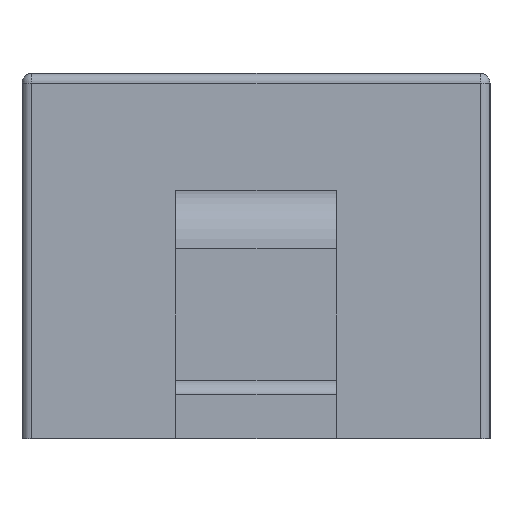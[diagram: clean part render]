
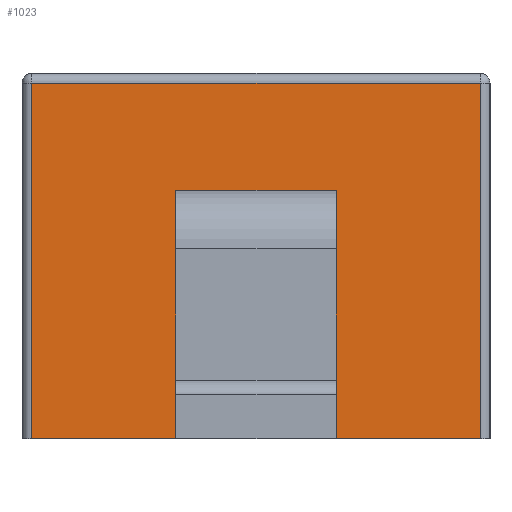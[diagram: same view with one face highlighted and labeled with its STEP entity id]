
A CAD part, left-side view. The second image highlights one B-rep face of the part: STEP entity #1023.
In plain terms, the highlighted planar face has unit normal (-1, 0, 0).
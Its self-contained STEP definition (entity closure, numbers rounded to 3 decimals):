
#984 = CARTESIAN_POINT ( 'NONE',  ( -1.35, -0.766, 1.216 ) ) ;
#985 = VERTEX_POINT ( 'NONE', #984 ) ;
#986 = CARTESIAN_POINT ( 'NONE',  ( -1.35, 0.766, 1.216 ) ) ;
#987 = VERTEX_POINT ( 'NONE', #986 ) ;
#988 = CARTESIAN_POINT ( 'NONE',  ( -1.35, -0.8, 1.216 ) ) ;
#989 = DIRECTION ( 'NONE',  ( 0., 1., 0. ) ) ;
#990 = VECTOR ( 'NONE', #989, 1000. ) ;
#991 = LINE ( 'NONE', #988, #990 ) ;
#992 = EDGE_CURVE ( 'NONE', #985, #987, #991, .T. ) ;
#993 = ORIENTED_EDGE ( 'NONE', *, *, #992, .T. ) ;
#994 = CARTESIAN_POINT ( 'NONE',  ( -1.35, 0.766, 0. ) ) ;
#995 = VERTEX_POINT ( 'NONE', #994 ) ;
#996 = CARTESIAN_POINT ( 'NONE',  ( -1.35, 0.766, 1.25 ) ) ;
#997 = DIRECTION ( 'NONE',  ( 0., 0., -1. ) ) ;
#998 = VECTOR ( 'NONE', #997, 1000. ) ;
#999 = LINE ( 'NONE', #996, #998 ) ;
#1000 = EDGE_CURVE ( 'NONE', #987, #995, #999, .T. ) ;
#1001 = ORIENTED_EDGE ( 'NONE', *, *, #1000, .T. ) ;
#1002 = CARTESIAN_POINT ( 'NONE',  ( -1.35, -0.766, 0. ) ) ;
#1003 = VERTEX_POINT ( 'NONE', #1002 ) ;
#1004 = CARTESIAN_POINT ( 'NONE',  ( -1.35, -0.8, 0. ) ) ;
#1005 = DIRECTION ( 'NONE',  ( 0., -1., 0. ) ) ;
#1006 = VECTOR ( 'NONE', #1005, 1000. ) ;
#1007 = LINE ( 'NONE', #1004, #1006 ) ;
#1008 = EDGE_CURVE ( 'NONE', #995, #1003, #1007, .T. ) ;
#1009 = ORIENTED_EDGE ( 'NONE', *, *, #1008, .T. ) ;
#1010 = CARTESIAN_POINT ( 'NONE',  ( -1.35, -0.766, 1.25 ) ) ;
#1011 = DIRECTION ( 'NONE',  ( 0., 0., 1. ) ) ;
#1012 = VECTOR ( 'NONE', #1011, 1000. ) ;
#1013 = LINE ( 'NONE', #1010, #1012 ) ;
#1014 = EDGE_CURVE ( 'NONE', #1003, #985, #1013, .T. ) ;
#1015 = ORIENTED_EDGE ( 'NONE', *, *, #1014, .T. ) ;
#1016 = EDGE_LOOP ( 'NONE', ( #993, #1001, #1009, #1015 ) ) ;
#1017 = FACE_OUTER_BOUND ( 'NONE', #1016, .T. ) ;
#1018 = CARTESIAN_POINT ( 'NONE',  ( -1.35, -0.8, 1.25 ) ) ;
#1019 = DIRECTION ( 'NONE',  ( 1., 0., 0. ) ) ;
#1020 = DIRECTION ( 'NONE',  ( 0., 1., 0. ) ) ;
#1021 = AXIS2_PLACEMENT_3D ( 'NONE', #1018, #1019, #1020 ) ;
#1022 = PLANE ( 'NONE', #1021 ) ;
#1023 = ADVANCED_FACE ( 'NONE', ( #1017 ), #1022, .F. ) ;
